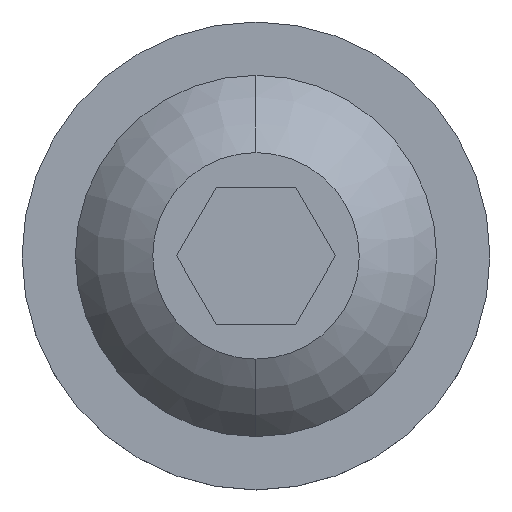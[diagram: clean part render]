
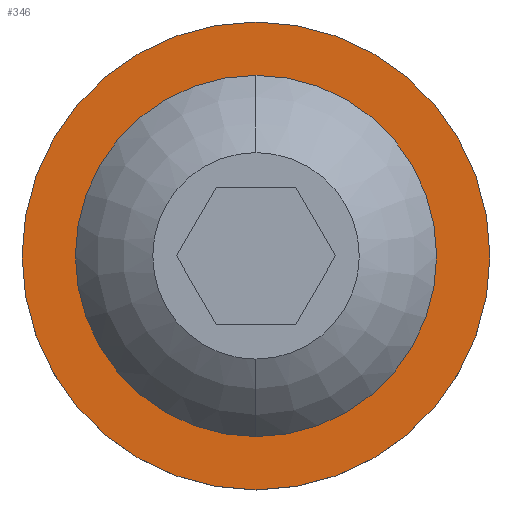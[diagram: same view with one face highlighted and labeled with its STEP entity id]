
A CAD part, top view. The second image highlights one B-rep face of the part: STEP entity #346.
In plain terms, the highlighted planar face has unit normal (0, 0, 1).
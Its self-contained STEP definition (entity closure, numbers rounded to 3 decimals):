
#8 = CARTESIAN_POINT ( 'NONE',  ( 0., 0., 1.2 ) ) ;
#24 = PLANE ( 'NONE',  #778 ) ;
#40 = DIRECTION ( 'NONE',  ( -1., 0., 0. ) ) ;
#54 = CIRCLE ( 'NONE', #374, 5.25 ) ;
#75 = EDGE_CURVE ( 'NONE', #555, #568, #142, .T. ) ;
#142 = CIRCLE ( 'NONE', #804, 6.8 ) ;
#153 = DIRECTION ( 'NONE',  ( 0., 0., -1. ) ) ;
#157 = FACE_OUTER_BOUND ( 'NONE', #302, .T. ) ;
#165 = DIRECTION ( 'NONE',  ( 1., 0., 0. ) ) ;
#240 = EDGE_CURVE ( 'NONE', #708, #843, #401, .T. ) ;
#262 = CARTESIAN_POINT ( 'NONE',  ( 0., 0., 1.2 ) ) ;
#293 = CARTESIAN_POINT ( 'NONE',  ( 0., -5.25, 1.2 ) ) ;
#302 = EDGE_LOOP ( 'NONE', ( #818, #315 ) ) ;
#315 = ORIENTED_EDGE ( 'NONE', *, *, #75, .F. ) ;
#316 = DIRECTION ( 'NONE',  ( 0., 0., -1. ) ) ;
#319 = CARTESIAN_POINT ( 'NONE',  ( 6.8, 0., 1.2 ) ) ;
#343 = DIRECTION ( 'NONE',  ( 0., 1., 0. ) ) ;
#344 = AXIS2_PLACEMENT_3D ( 'NONE', #367, #153, #516 ) ;
#346 = ADVANCED_FACE ( 'NONE', ( #379, #157 ), #24, .T. ) ;
#367 = CARTESIAN_POINT ( 'NONE',  ( 0., 0., 1.2 ) ) ;
#371 = ORIENTED_EDGE ( 'NONE', *, *, #240, .T. ) ;
#374 = AXIS2_PLACEMENT_3D ( 'NONE', #8, #688, #343 ) ;
#379 = FACE_BOUND ( 'NONE', #742, .T. ) ;
#401 = CIRCLE ( 'NONE', #344, 5.25 ) ;
#404 = DIRECTION ( 'NONE',  ( -1., 0., 0. ) ) ;
#409 = DIRECTION ( 'NONE',  ( 0., 0., -1. ) ) ;
#440 = DIRECTION ( 'NONE',  ( 0., 0., 1. ) ) ;
#482 = AXIS2_PLACEMENT_3D ( 'NONE', #652, #316, #40 ) ;
#486 = CIRCLE ( 'NONE', #482, 6.8 ) ;
#516 = DIRECTION ( 'NONE',  ( 0., 1., 0. ) ) ;
#534 = EDGE_CURVE ( 'NONE', #568, #555, #486, .T. ) ;
#542 = CARTESIAN_POINT ( 'NONE',  ( -6.8, 0., 1.2 ) ) ;
#555 = VERTEX_POINT ( 'NONE', #319 ) ;
#568 = VERTEX_POINT ( 'NONE', #542 ) ;
#628 = CARTESIAN_POINT ( 'NONE',  ( 0., 5.25, 1.2 ) ) ;
#652 = CARTESIAN_POINT ( 'NONE',  ( 0., 0., 1.2 ) ) ;
#688 = DIRECTION ( 'NONE',  ( 0., 0., -1. ) ) ;
#694 = ORIENTED_EDGE ( 'NONE', *, *, #827, .T. ) ;
#704 = CARTESIAN_POINT ( 'NONE',  ( 0., 0., 1.2 ) ) ;
#708 = VERTEX_POINT ( 'NONE', #293 ) ;
#742 = EDGE_LOOP ( 'NONE', ( #694, #371 ) ) ;
#778 = AXIS2_PLACEMENT_3D ( 'NONE', #704, #440, #165 ) ;
#804 = AXIS2_PLACEMENT_3D ( 'NONE', #262, #409, #404 ) ;
#818 = ORIENTED_EDGE ( 'NONE', *, *, #534, .F. ) ;
#827 = EDGE_CURVE ( 'NONE', #843, #708, #54, .T. ) ;
#843 = VERTEX_POINT ( 'NONE', #628 ) ;
